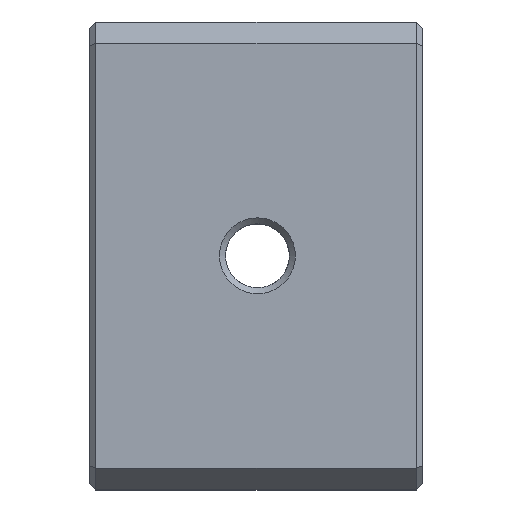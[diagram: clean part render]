
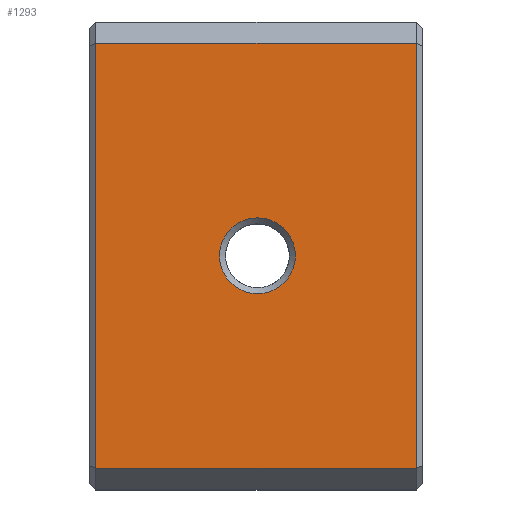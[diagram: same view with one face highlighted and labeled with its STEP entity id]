
A CAD part, top view. The second image highlights one B-rep face of the part: STEP entity #1293.
In plain terms, the highlighted planar face has unit normal (0, 0, 1).
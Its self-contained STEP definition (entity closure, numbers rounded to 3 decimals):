
#29=FACE_BOUND('',#436,.T.);
#118=LINE('',#2408,#225);
#120=LINE('',#2413,#227);
#124=LINE('',#2420,#231);
#125=LINE('',#2421,#232);
#225=VECTOR('',#1676,10.);
#227=VECTOR('',#1680,10.);
#231=VECTOR('',#1686,10.);
#232=VECTOR('',#1687,10.);
#276=PLANE('',#1415);
#347=FACE_OUTER_BOUND('',#435,.T.);
#435=EDGE_LOOP('',(#1098,#1099,#1100,#1101));
#436=EDGE_LOOP('',(#1102));
#546=CIRCLE('',#1416,2.5);
#644=VERTEX_POINT('',#2405);
#645=VERTEX_POINT('',#2407);
#646=VERTEX_POINT('',#2411);
#647=VERTEX_POINT('',#2412);
#650=VERTEX_POINT('',#2422);
#805=EDGE_CURVE('',#644,#645,#118,.T.);
#807=EDGE_CURVE('',#646,#647,#120,.T.);
#811=EDGE_CURVE('',#644,#647,#124,.T.);
#812=EDGE_CURVE('',#646,#645,#125,.T.);
#813=EDGE_CURVE('',#650,#650,#546,.T.);
#1098=ORIENTED_EDGE('',*,*,#805,.F.);
#1099=ORIENTED_EDGE('',*,*,#811,.T.);
#1100=ORIENTED_EDGE('',*,*,#807,.F.);
#1101=ORIENTED_EDGE('',*,*,#812,.T.);
#1102=ORIENTED_EDGE('',*,*,#813,.T.);
#1293=ADVANCED_FACE('',(#347,#29),#276,.T.);
#1415=AXIS2_PLACEMENT_3D('',#2419,#1684,#1685);
#1416=AXIS2_PLACEMENT_3D('',#2423,#1688,#1689);
#1676=DIRECTION('',(-1.,0.,0.));
#1680=DIRECTION('',(1.,0.,0.));
#1684=DIRECTION('center_axis',(0.,0.,1.));
#1685=DIRECTION('ref_axis',(1.,0.,0.));
#1686=DIRECTION('',(0.,1.,0.));
#1687=DIRECTION('',(0.,-1.,0.));
#1688=DIRECTION('center_axis',(0.,0.,-1.));
#1689=DIRECTION('ref_axis',(1.,0.,0.));
#2405=CARTESIAN_POINT('',(10.545,-14.,6.603));
#2407=CARTESIAN_POINT('',(-10.545,-14.,6.603));
#2408=CARTESIAN_POINT('',(0.303,-14.,6.603));
#2411=CARTESIAN_POINT('',(-10.545,14.,6.603));
#2412=CARTESIAN_POINT('',(10.545,14.,6.603));
#2413=CARTESIAN_POINT('',(0.303,14.,6.603));
#2419=CARTESIAN_POINT('Origin',(0.061,-0.04,
6.603));
#2420=CARTESIAN_POINT('',(10.545,-0.283,6.603));
#2421=CARTESIAN_POINT('',(-10.545,-0.283,6.603));
#2422=CARTESIAN_POINT('',(-2.405,0.,6.603));
#2423=CARTESIAN_POINT('Origin',(0.095,0.,
6.603));
